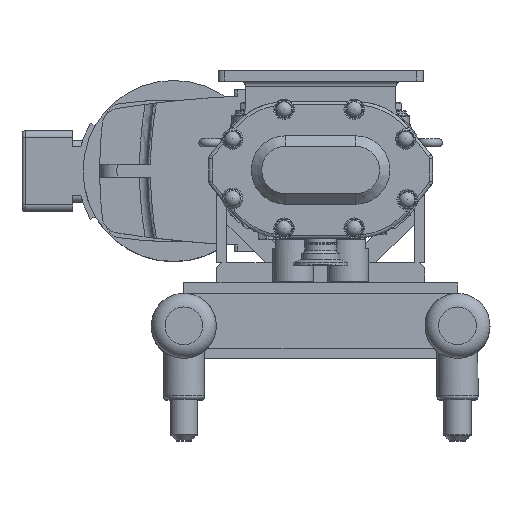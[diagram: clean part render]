
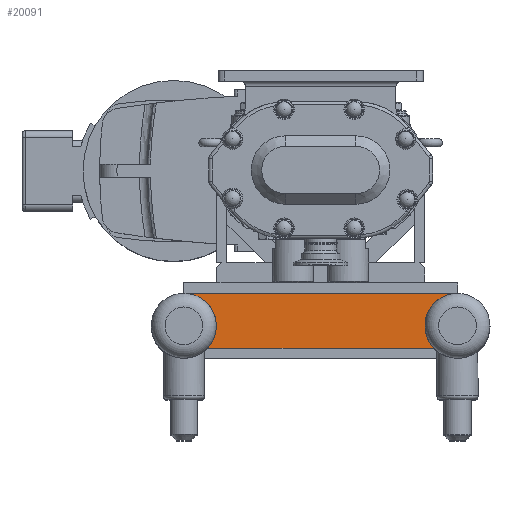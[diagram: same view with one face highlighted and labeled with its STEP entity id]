
A CAD part, top view. The second image highlights one B-rep face of the part: STEP entity #20091.
In plain terms, the highlighted planar face has unit normal (0, 0, 1).
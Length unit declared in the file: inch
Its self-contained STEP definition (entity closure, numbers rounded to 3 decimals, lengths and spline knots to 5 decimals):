
#1938=CIRCLE('',#22291,1.19);
#1939=CIRCLE('',#22292,1.19);
#3365=FACE_OUTER_BOUND('',#4577,.T.);
#4577=EDGE_LOOP('',(#18411,#18412,#18413,#18414,#18415,#18416));
#6070=LINE('',#36647,#7568);
#6072=LINE('',#36652,#7570);
#6073=LINE('',#36656,#7571);
#6074=LINE('',#36659,#7572);
#7568=VECTOR('',#28123,0.3937);
#7570=VECTOR('',#28129,0.3937);
#7571=VECTOR('',#28132,0.3937);
#7572=VECTOR('',#28135,0.3937);
#9541=VERTEX_POINT('',#36640);
#9543=VERTEX_POINT('',#36645);
#9544=VERTEX_POINT('',#36651);
#9545=VERTEX_POINT('',#36653);
#9546=VERTEX_POINT('',#36655);
#9547=VERTEX_POINT('',#36657);
#12501=EDGE_CURVE('',#9541,#9543,#6070,.T.);
#12503=EDGE_CURVE('',#9543,#9544,#6072,.T.);
#12504=EDGE_CURVE('',#9544,#9545,#1938,.T.);
#12505=EDGE_CURVE('',#9545,#9546,#6073,.T.);
#12506=EDGE_CURVE('',#9546,#9547,#1939,.T.);
#12507=EDGE_CURVE('',#9547,#9541,#6074,.T.);
#18411=ORIENTED_EDGE('',*,*,#12501,.T.);
#18412=ORIENTED_EDGE('',*,*,#12503,.T.);
#18413=ORIENTED_EDGE('',*,*,#12504,.T.);
#18414=ORIENTED_EDGE('',*,*,#12505,.T.);
#18415=ORIENTED_EDGE('',*,*,#12506,.T.);
#18416=ORIENTED_EDGE('',*,*,#12507,.T.);
#19001=PLANE('',#22290);
#20091=ADVANCED_FACE('',(#3365),#19001,.T.);
#22290=AXIS2_PLACEMENT_3D('',#36650,#28127,#28128);
#22291=AXIS2_PLACEMENT_3D('',#36654,#28130,#28131);
#22292=AXIS2_PLACEMENT_3D('',#36658,#28133,#28134);
#28123=DIRECTION('',(-1.,0.,0.));
#28127=DIRECTION('center_axis',(0.,0.,
1.));
#28128=DIRECTION('ref_axis',(1.,0.,0.));
#28129=DIRECTION('',(0.,-1.,0.));
#28130=DIRECTION('center_axis',(0.,0.,
-1.));
#28131=DIRECTION('ref_axis',(0.733,-0.681,0.));
#28132=DIRECTION('',(1.,0.,0.));
#28133=DIRECTION('center_axis',(0.,0.,
-1.));
#28134=DIRECTION('ref_axis',(-0.311,0.95,0.));
#28135=DIRECTION('',(0.,1.,0.));
#36640=CARTESIAN_POINT('',(4.63,-4.5,-4.711));
#36645=CARTESIAN_POINT('',(-4.62,-4.5,-4.711));
#36647=CARTESIAN_POINT('',(0.00161,-4.5,-4.711));
#36650=CARTESIAN_POINT('Origin',(0.00321,-5.43522,
-4.711));
#36651=CARTESIAN_POINT('',(-4.62,-4.5598,-4.711));
#36652=CARTESIAN_POINT('',(-4.62,-4.5598,-4.711));
#36653=CARTESIAN_POINT('',(-4.12822,-6.4975,-4.711));
#36654=CARTESIAN_POINT('Origin',(-5.,-5.6875,-4.711));
#36655=CARTESIAN_POINT('',(4.12822,-6.4975,-4.711));
#36656=CARTESIAN_POINT('',(4.12822,-6.4975,-4.711));
#36657=CARTESIAN_POINT('',(4.63,-4.55648,-4.711));
#36658=CARTESIAN_POINT('Origin',(5.,-5.6875,-4.711));
#36659=CARTESIAN_POINT('',(4.63,-4.4975,-4.711));
